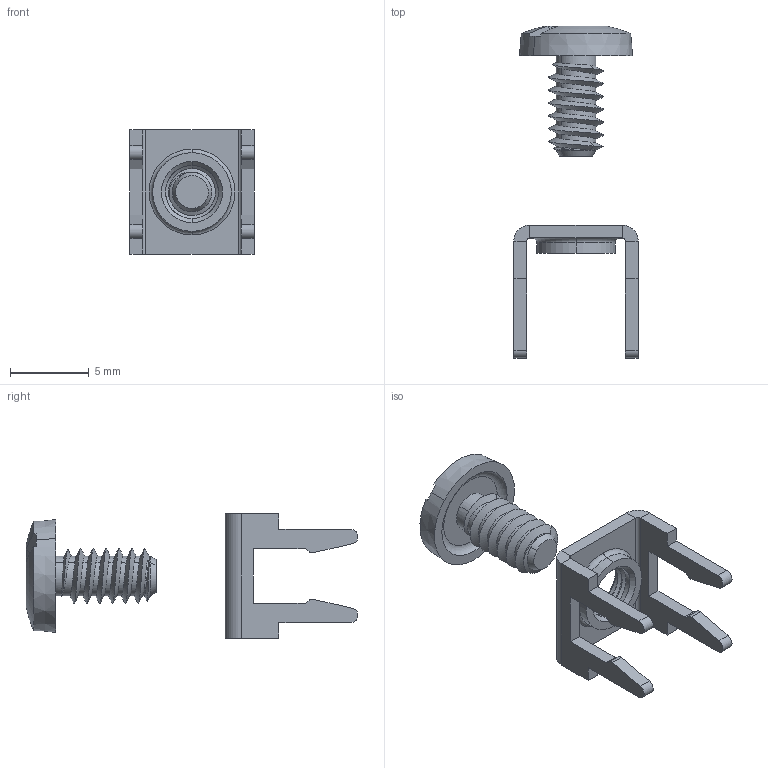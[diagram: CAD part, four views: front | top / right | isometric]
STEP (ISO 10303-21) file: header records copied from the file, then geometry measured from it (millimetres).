
FILE_DESCRIPTION (( 'STEP AP214' ), '1' );
FILE_NAME ('8195.STEP', '2010-09-14T12:33:17', ( 'Richard Maletta' ), ( '' ), 'SwSTEP 2.0', 'SolidWorks 2009', '' );
FILE_SCHEMA (( 'AUTOMOTIVE_DESIGN' ));
Length unit declared in the file: millimetre
Products named in the file (1): 8195
Bounding box: 7.87 x 21.02 x 7.87 mm (x, y, z)
Volume: 179.4 mm3; surface area: 532.5 mm2
Topology: 2 solids, 2 shells, 132 faces, 347 edges, 221 vertices
Faces by surface type: plane 63, cylinder 41, cone 14, bspline 8, torus 6
Entity records: 6587 total; most frequent: CARTESIAN_POINT 1989, ORIENTED_EDGE 690, DIRECTION 600, EDGE_CURVE 345, VERTEX_POINT 221, AXIS2_PLACEMENT_3D 206, VECTOR 188, LINE 188
